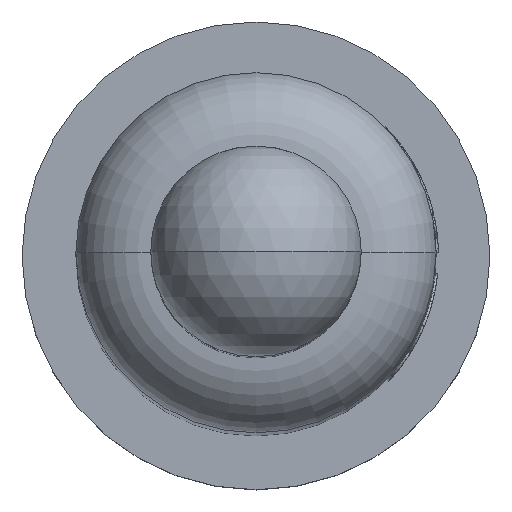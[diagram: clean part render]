
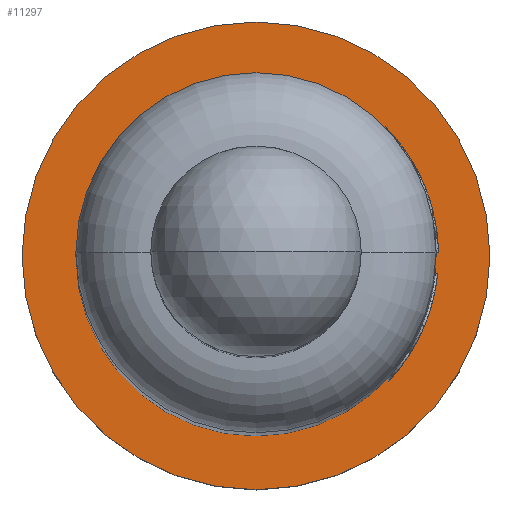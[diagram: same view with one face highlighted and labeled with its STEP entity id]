
A CAD part, top view. The second image highlights one B-rep face of the part: STEP entity #11297.
In plain terms, the highlighted planar face has unit normal (0, 0, 1).
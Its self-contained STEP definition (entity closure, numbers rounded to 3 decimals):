
#369 = CARTESIAN_POINT ( 'NONE',  ( 0.77, 0., 0.05 ) ) ;
#455 = EDGE_CURVE ( 'NONE', #5747, #1257, #6716, .T. ) ;
#712 = CARTESIAN_POINT ( 'NONE',  ( -1., 0., 0.05 ) ) ;
#769 = CARTESIAN_POINT ( 'NONE',  ( -0.77, 0., 0.05 ) ) ;
#777 = DIRECTION ( 'NONE',  ( 0., 0., -1. ) ) ;
#860 = DIRECTION ( 'NONE',  ( 1., 0., 0. ) ) ;
#1111 = CIRCLE ( 'NONE', #10788, 1. ) ;
#1257 = VERTEX_POINT ( 'NONE', #769 ) ;
#1618 = AXIS2_PLACEMENT_3D ( 'NONE', #8857, #7230, #860 ) ;
#1654 = CARTESIAN_POINT ( 'NONE',  ( 0., 0., 0.05 ) ) ;
#2047 = AXIS2_PLACEMENT_3D ( 'NONE', #1654, #777, #9793 ) ;
#2504 = CARTESIAN_POINT ( 'NONE',  ( 0., 0., 0.05 ) ) ;
#2592 = FACE_OUTER_BOUND ( 'NONE', #5904, .T. ) ;
#2637 = DIRECTION ( 'NONE',  ( 1., 0., 0. ) ) ;
#3578 = EDGE_LOOP ( 'NONE', ( #9547, #4769 ) ) ;
#4075 = VERTEX_POINT ( 'NONE', #712 ) ;
#4078 = AXIS2_PLACEMENT_3D ( 'NONE', #8099, #8813, #8976 ) ;
#4172 = ORIENTED_EDGE ( 'NONE', *, *, #6578, .F. ) ;
#4259 = EDGE_CURVE ( 'NONE', #4646, #4075, #9475, .T. ) ;
#4646 = VERTEX_POINT ( 'NONE', #11451 ) ;
#4769 = ORIENTED_EDGE ( 'NONE', *, *, #455, .T. ) ;
#4838 = CIRCLE ( 'NONE', #8015, 0.77 ) ;
#5301 = FACE_BOUND ( 'NONE', #3578, .T. ) ;
#5747 = VERTEX_POINT ( 'NONE', #369 ) ;
#5904 = EDGE_LOOP ( 'NONE', ( #4172, #7807 ) ) ;
#5920 = EDGE_CURVE ( 'NONE', #1257, #5747, #4838, .T. ) ;
#6578 = EDGE_CURVE ( 'NONE', #4075, #4646, #1111, .T. ) ;
#6716 = CIRCLE ( 'NONE', #2047, 0.77 ) ;
#7230 = DIRECTION ( 'NONE',  ( 0., 0., -1. ) ) ;
#7807 = ORIENTED_EDGE ( 'NONE', *, *, #4259, .F. ) ;
#8015 = AXIS2_PLACEMENT_3D ( 'NONE', #2504, #9481, #9594 ) ;
#8047 = PLANE ( 'NONE',  #1618 ) ;
#8099 = CARTESIAN_POINT ( 'NONE',  ( 0., 0., 0.05 ) ) ;
#8813 = DIRECTION ( 'NONE',  ( 0., 0., -1. ) ) ;
#8857 = CARTESIAN_POINT ( 'NONE',  ( 0., 0., 0.05 ) ) ;
#8962 = DIRECTION ( 'NONE',  ( 0., 0., -1. ) ) ;
#8976 = DIRECTION ( 'NONE',  ( 1., 0., 0. ) ) ;
#9475 = CIRCLE ( 'NONE', #4078, 1. ) ;
#9481 = DIRECTION ( 'NONE',  ( 0., 0., -1. ) ) ;
#9547 = ORIENTED_EDGE ( 'NONE', *, *, #5920, .T. ) ;
#9594 = DIRECTION ( 'NONE',  ( 1., 0., 0. ) ) ;
#9793 = DIRECTION ( 'NONE',  ( 1., 0., 0. ) ) ;
#10370 = CARTESIAN_POINT ( 'NONE',  ( 0., 0., 0.05 ) ) ;
#10788 = AXIS2_PLACEMENT_3D ( 'NONE', #10370, #8962, #2637 ) ;
#11297 = ADVANCED_FACE ( 'NONE', ( #5301, #2592 ), #8047, .F. ) ;
#11451 = CARTESIAN_POINT ( 'NONE',  ( 1., 0., 0.05 ) ) ;
